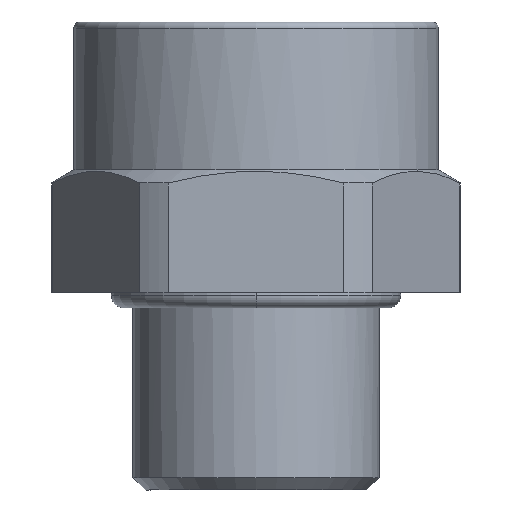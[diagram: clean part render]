
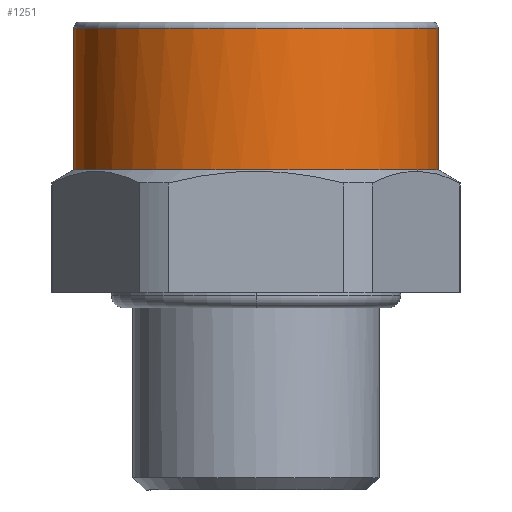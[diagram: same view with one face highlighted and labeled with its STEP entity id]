
A CAD part, left-side view. The second image highlights one B-rep face of the part: STEP entity #1251.
In plain terms, the highlighted cylindrical face has radius 14.8 mm (diameter 29.6 mm), a partial arc.
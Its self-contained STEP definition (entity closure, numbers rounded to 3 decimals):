
#104=AXIS2_PLACEMENT_3D('Circle Axis2P3D',#102,#103,$) ;
#507=AXIS2_PLACEMENT_3D('Circle Axis2P3D',#505,#506,$) ;
#1210=AXIS2_PLACEMENT_3D('Cylinder Axis2P3D',#1207,#1208,#1209) ;
#1241=AXIS2_PLACEMENT_3D('Circle Axis2P3D',#1239,#1240,$) ;
#99=CARTESIAN_POINT('Vertex',(7.905,3.612,26.)) ;
#102=CARTESIAN_POINT('Axis2P3D Location',(15.,16.6,26.)) ;
#106=CARTESIAN_POINT('Vertex',(15.,31.4,26.)) ;
#502=CARTESIAN_POINT('Vertex',(15.,1.8,26.)) ;
#505=CARTESIAN_POINT('Axis2P3D Location',(15.,16.6,26.)) ;
#1207=CARTESIAN_POINT('Axis2P3D Location',(15.,16.6,32.)) ;
#1212=CARTESIAN_POINT('Line Origine',(15.,1.8,32.)) ;
#1216=CARTESIAN_POINT('Vertex',(15.,1.8,37.5)) ;
#1219=CARTESIAN_POINT('Line Origine',(15.,31.4,32.)) ;
#1223=CARTESIAN_POINT('Vertex',(15.,31.4,37.5)) ;
#1239=CARTESIAN_POINT('Axis2P3D Location',(15.,16.6,37.5)) ;
#103=DIRECTION('Axis2P3D Direction',(0.,0.,-1.)) ;
#506=DIRECTION('Axis2P3D Direction',(0.,0.,-1.)) ;
#1208=DIRECTION('Axis2P3D Direction',(0.,0.,1.)) ;
#1209=DIRECTION('Axis2P3D XDirection',(0.,-1.,0.)) ;
#1213=DIRECTION('Vector Direction',(0.,0.,1.)) ;
#1220=DIRECTION('Vector Direction',(0.,0.,1.)) ;
#1240=DIRECTION('Axis2P3D Direction',(0.,0.,1.)) ;
#1214=VECTOR('Line Direction',#1213,1.) ;
#1221=VECTOR('Line Direction',#1220,1.) ;
#1245=ORIENTED_EDGE('',*,*,#1225,.T.) ;
#1246=ORIENTED_EDGE('',*,*,#108,.T.) ;
#1247=ORIENTED_EDGE('',*,*,#509,.T.) ;
#1248=ORIENTED_EDGE('',*,*,#1218,.F.) ;
#1249=ORIENTED_EDGE('',*,*,#1243,.F.) ;
#1251=ADVANCED_FACE('Adapter_M20-M25.1\\Koerper.2',(#1250),#1211,.T.) ;
#105=CIRCLE('generated circle',#104,14.8) ;
#508=CIRCLE('generated circle',#507,14.8) ;
#1242=CIRCLE('generated circle',#1241,14.8) ;
#1211=CYLINDRICAL_SURFACE('generated cylinder',#1210,14.8) ;
#108=EDGE_CURVE('',#107,#100,#105,.F.) ;
#509=EDGE_CURVE('',#100,#503,#508,.F.) ;
#1218=EDGE_CURVE('',#1217,#503,#1215,.F.) ;
#1225=EDGE_CURVE('',#1224,#107,#1222,.F.) ;
#1243=EDGE_CURVE('',#1224,#1217,#1242,.T.) ;
#1244=EDGE_LOOP('',(#1245,#1246,#1247,#1248,#1249)) ;
#1250=FACE_OUTER_BOUND('',#1244,.T.) ;
#1215=LINE('Line',#1212,#1214) ;
#1222=LINE('Line',#1219,#1221) ;
#100=VERTEX_POINT('',#99) ;
#107=VERTEX_POINT('',#106) ;
#503=VERTEX_POINT('',#502) ;
#1217=VERTEX_POINT('',#1216) ;
#1224=VERTEX_POINT('',#1223) ;
